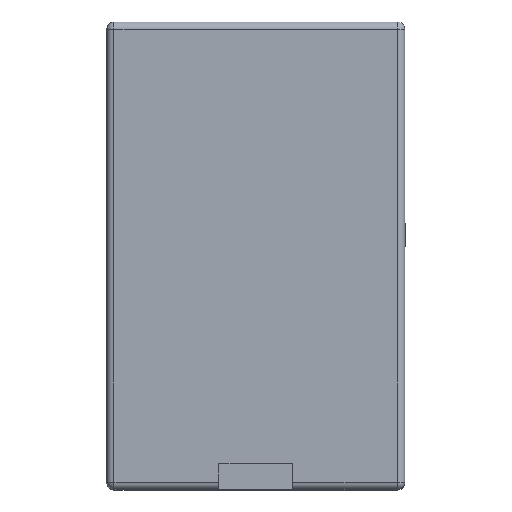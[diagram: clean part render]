
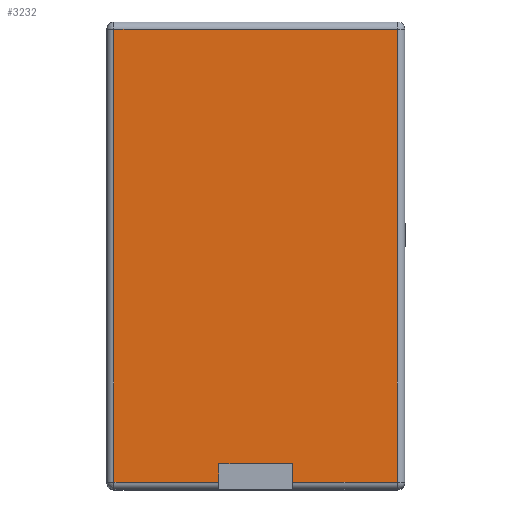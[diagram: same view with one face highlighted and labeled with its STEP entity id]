
A CAD part, top view. The second image highlights one B-rep face of the part: STEP entity #3232.
In plain terms, the highlighted planar face has unit normal (0, 0, 1).
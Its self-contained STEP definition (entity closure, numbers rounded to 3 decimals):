
#2405 = VERTEX_POINT('',#2406);
#2406 = CARTESIAN_POINT('',(-3.26,-16.75,14.1));
#2413 = EDGE_CURVE('',#2405,#2414,#2416,.T.);
#2414 = VERTEX_POINT('',#2415);
#2415 = CARTESIAN_POINT('',(-3.26,7.85,14.1));
#2416 = LINE('',#2417,#2418);
#2417 = CARTESIAN_POINT('',(-3.26,-17.15,14.1));
#2418 = VECTOR('',#2419,1.);
#2419 = DIRECTION('',(0.,1.,0.));
#2469 = VERTEX_POINT('',#2470);
#2470 = CARTESIAN_POINT('',(12.14,7.85,14.1));
#2477 = EDGE_CURVE('',#2414,#2469,#2478,.T.);
#2478 = LINE('',#2479,#2480);
#2479 = CARTESIAN_POINT('',(-3.66,7.85,14.1));
#2480 = VECTOR('',#2481,1.);
#2481 = DIRECTION('',(1.,0.,0.));
#2509 = VERTEX_POINT('',#2510);
#2510 = CARTESIAN_POINT('',(12.14,-16.75,14.1));
#2519 = EDGE_CURVE('',#2509,#2469,#2520,.T.);
#2520 = LINE('',#2521,#2522);
#2521 = CARTESIAN_POINT('',(12.14,-17.15,14.1));
#2522 = VECTOR('',#2523,1.);
#2523 = DIRECTION('',(0.,1.,0.));
#2557 = EDGE_CURVE('',#2405,#2558,#2560,.T.);
#2558 = VERTEX_POINT('',#2559);
#2559 = CARTESIAN_POINT('',(2.44,-16.75,14.1));
#2560 = LINE('',#2561,#2562);
#2561 = CARTESIAN_POINT('',(-3.66,-16.75,14.1));
#2562 = VECTOR('',#2563,1.);
#2563 = DIRECTION('',(1.,0.,0.));
#2582 = VERTEX_POINT('',#2583);
#2583 = CARTESIAN_POINT('',(6.44,-16.75,14.1));
#2590 = EDGE_CURVE('',#2582,#2509,#2591,.T.);
#2591 = LINE('',#2592,#2593);
#2592 = CARTESIAN_POINT('',(6.44,-16.75,14.1));
#2593 = VECTOR('',#2594,1.);
#2594 = DIRECTION('',(1.,0.,0.));
#2616 = VERTEX_POINT('',#2617);
#2617 = CARTESIAN_POINT('',(2.44,-15.75,14.1));
#2623 = EDGE_CURVE('',#2558,#2616,#2624,.T.);
#2624 = LINE('',#2625,#2626);
#2625 = CARTESIAN_POINT('',(2.44,-17.15,14.1));
#2626 = VECTOR('',#2627,1.);
#2627 = DIRECTION('',(0.,1.,0.));
#2648 = VERTEX_POINT('',#2649);
#2649 = CARTESIAN_POINT('',(6.44,-15.75,14.1));
#2655 = EDGE_CURVE('',#2582,#2648,#2656,.T.);
#2656 = LINE('',#2657,#2658);
#2657 = CARTESIAN_POINT('',(6.44,-17.15,14.1));
#2658 = VECTOR('',#2659,1.);
#2659 = DIRECTION('',(0.,1.,0.));
#3232 = ADVANCED_FACE('',(#3233),#3248,.T.);
#3233 = FACE_BOUND('',#3234,.T.);
#3234 = EDGE_LOOP('',(#3235,#3236,#3237,#3238,#3239,#3240,#3241,#3242));
#3235 = ORIENTED_EDGE('',*,*,#2655,.F.);
#3236 = ORIENTED_EDGE('',*,*,#2590,.T.);
#3237 = ORIENTED_EDGE('',*,*,#2519,.T.);
#3238 = ORIENTED_EDGE('',*,*,#2477,.F.);
#3239 = ORIENTED_EDGE('',*,*,#2413,.F.);
#3240 = ORIENTED_EDGE('',*,*,#2557,.T.);
#3241 = ORIENTED_EDGE('',*,*,#2623,.T.);
#3242 = ORIENTED_EDGE('',*,*,#3243,.T.);
#3243 = EDGE_CURVE('',#2616,#2648,#3244,.T.);
#3244 = LINE('',#3245,#3246);
#3245 = CARTESIAN_POINT('',(2.44,-15.75,14.1));
#3246 = VECTOR('',#3247,1.);
#3247 = DIRECTION('',(1.,0.,0.));
#3248 = PLANE('',#3249);
#3249 = AXIS2_PLACEMENT_3D('',#3250,#3251,#3252);
#3250 = CARTESIAN_POINT('',(-3.66,-17.15,14.1));
#3251 = DIRECTION('',(0.,0.,1.));
#3252 = DIRECTION('',(1.,0.,0.));
